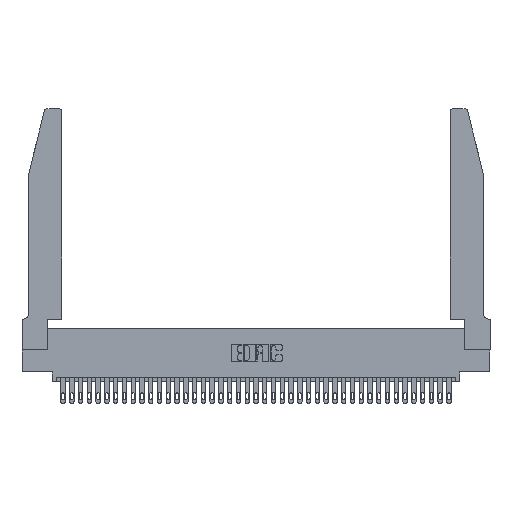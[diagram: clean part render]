
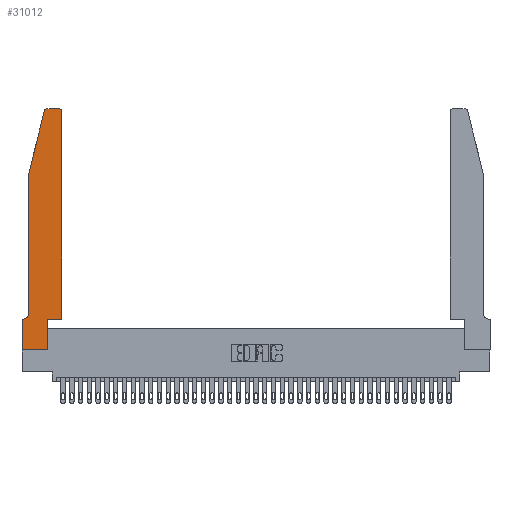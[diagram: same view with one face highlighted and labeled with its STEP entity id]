
A CAD part, top view. The second image highlights one B-rep face of the part: STEP entity #31012.
In plain terms, the highlighted planar face has unit normal (0, 0, 1).
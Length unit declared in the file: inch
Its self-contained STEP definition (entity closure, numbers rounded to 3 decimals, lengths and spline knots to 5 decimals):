
#15 = CARTESIAN_POINT ( 'NONE',  ( 0.4205, 2.72, 0.37 ) ) ;
#353 = CARTESIAN_POINT ( 'NONE',  ( 0.0055, 0.35, 0.37 ) ) ;
#378 = DIRECTION ( 'NONE',  ( 1., 0., 0. ) ) ;
#658 = EDGE_CURVE ( 'NONE', #20710, #33214, #33131, .T. ) ;
#1436 = VECTOR ( 'NONE', #23199, 39.37008 ) ;
#1909 = DIRECTION ( 'NONE',  ( 0., 0., 1. ) ) ;
#3382 = DIRECTION ( 'NONE',  ( 1., 0., 0. ) ) ;
#3804 = CIRCLE ( 'NONE', #38401, 0.03 ) ;
#4064 = CIRCLE ( 'NONE', #31940, 0.07 ) ;
#4066 = VERTEX_POINT ( 'NONE', #15157 ) ;
#4324 = VERTEX_POINT ( 'NONE', #27935 ) ;
#4407 = CIRCLE ( 'NONE', #19130, 0.03 ) ;
#4491 = VECTOR ( 'NONE', #30290, 39.37008 ) ;
#5589 = ORIENTED_EDGE ( 'NONE', *, *, #7305, .T. ) ;
#6141 = CARTESIAN_POINT ( 'NONE',  ( 0.4505, 0.35, 0.37 ) ) ;
#6317 = DIRECTION ( 'NONE',  ( 1., 0., 0. ) ) ;
#6754 = VERTEX_POINT ( 'NONE', #22571 ) ;
#7305 = EDGE_CURVE ( 'NONE', #6754, #17994, #14777, .T. ) ;
#8109 = CARTESIAN_POINT ( 'NONE',  ( 0.2865, 0.35, 0.37 ) ) ;
#8775 = CARTESIAN_POINT ( 'NONE',  ( 0.0755, 0.42, 0.37 ) ) ;
#8960 = ORIENTED_EDGE ( 'NONE', *, *, #10421, .T. ) ;
#9160 = ORIENTED_EDGE ( 'NONE', *, *, #26088, .T. ) ;
#9163 = EDGE_CURVE ( 'NONE', #4066, #20710, #18567, .T. ) ;
#9189 = DIRECTION ( 'NONE',  ( 1., 0., 0. ) ) ;
#9229 = CARTESIAN_POINT ( 'NONE',  ( 0.4505, 0.35, 0.37 ) ) ;
#9494 = FACE_OUTER_BOUND ( 'NONE', #33929, .T. ) ;
#9699 = ORIENTED_EDGE ( 'NONE', *, *, #17968, .T. ) ;
#9941 = VERTEX_POINT ( 'NONE', #22534 ) ;
#10016 = ORIENTED_EDGE ( 'NONE', *, *, #27234, .T. ) ;
#10191 = VERTEX_POINT ( 'NONE', #35828 ) ;
#10421 = EDGE_CURVE ( 'NONE', #10191, #29601, #14271, .T. ) ;
#11139 = VECTOR ( 'NONE', #28913, 39.37008 ) ;
#11999 = CARTESIAN_POINT ( 'NONE',  ( 0.0055, 0.42, 0.37 ) ) ;
#12231 = DIRECTION ( 'NONE',  ( 0., 0., 1. ) ) ;
#12346 = VECTOR ( 'NONE', #14503, 39.37008 ) ;
#13101 = DIRECTION ( 'NONE',  ( 0., -1., 0. ) ) ;
#14271 = LINE ( 'NONE', #19716, #20544 ) ;
#14503 = DIRECTION ( 'NONE',  ( -1., 0., 0. ) ) ;
#14520 = ORIENTED_EDGE ( 'NONE', *, *, #25055, .T. ) ;
#14777 = LINE ( 'NONE', #23544, #12346 ) ;
#14791 = AXIS2_PLACEMENT_3D ( 'NONE', #23640, #1909, #20679 ) ;
#15157 = CARTESIAN_POINT ( 'NONE',  ( 0.2865, 0., 0.37 ) ) ;
#16025 = ORIENTED_EDGE ( 'NONE', *, *, #658, .T. ) ;
#17413 = CARTESIAN_POINT ( 'NONE',  ( 0.4505, 2.72, 0.37 ) ) ;
#17773 = CARTESIAN_POINT ( 'NONE',  ( 0., 0., 0.37 ) ) ;
#17968 = EDGE_CURVE ( 'NONE', #17994, #32718, #4407, .T. ) ;
#17994 = VERTEX_POINT ( 'NONE', #33877 ) ;
#18248 = LINE ( 'NONE', #28155, #35558 ) ;
#18294 = EDGE_CURVE ( 'NONE', #33214, #25498, #25560, .T. ) ;
#18567 = LINE ( 'NONE', #26290, #32957 ) ;
#19130 = AXIS2_PLACEMENT_3D ( 'NONE', #27412, #12231, #3382 ) ;
#19716 = CARTESIAN_POINT ( 'NONE',  ( 0.0755, 2., 0.37 ) ) ;
#20086 = EDGE_CURVE ( 'NONE', #32718, #10191, #21117, .T. ) ;
#20220 = EDGE_CURVE ( 'NONE', #34089, #9941, #27995, .T. ) ;
#20544 = VECTOR ( 'NONE', #13101, 39.37008 ) ;
#20679 = DIRECTION ( 'NONE',  ( 1., 0., 0. ) ) ;
#20710 = VERTEX_POINT ( 'NONE', #8109 ) ;
#21117 = LINE ( 'NONE', #22935, #1436 ) ;
#21565 = CARTESIAN_POINT ( 'NONE',  ( 0.0755, 0.35, 0.37 ) ) ;
#21597 = VECTOR ( 'NONE', #39223, 39.37008 ) ;
#22495 = CARTESIAN_POINT ( 'NONE',  ( 0.4505, 0.35, 0.37 ) ) ;
#22534 = CARTESIAN_POINT ( 'NONE',  ( 0., 0.35, 0.37 ) ) ;
#22571 = CARTESIAN_POINT ( 'NONE',  ( 0.4205, 2.75, 0.37 ) ) ;
#22935 = CARTESIAN_POINT ( 'NONE',  ( 0.0755, 2., 0.37 ) ) ;
#23199 = DIRECTION ( 'NONE',  ( -0.239, -0.971, 0. ) ) ;
#23337 = ORIENTED_EDGE ( 'NONE', *, *, #20086, .T. ) ;
#23544 = CARTESIAN_POINT ( 'NONE',  ( 0.2605, 2.75, 0.37 ) ) ;
#23640 = CARTESIAN_POINT ( 'NONE',  ( 0., 0.35, 0.37 ) ) ;
#23719 = ORIENTED_EDGE ( 'NONE', *, *, #20220, .T. ) ;
#25055 = EDGE_CURVE ( 'NONE', #4324, #4066, #18248, .T. ) ;
#25498 = VERTEX_POINT ( 'NONE', #17413 ) ;
#25560 = LINE ( 'NONE', #22495, #11139 ) ;
#25694 = ORIENTED_EDGE ( 'NONE', *, *, #18294, .T. ) ;
#26088 = EDGE_CURVE ( 'NONE', #9941, #4324, #32161, .T. ) ;
#26290 = CARTESIAN_POINT ( 'NONE',  ( 0.2865, 0.35, 0.37 ) ) ;
#27234 = EDGE_CURVE ( 'NONE', #29601, #34089, #4064, .T. ) ;
#27412 = CARTESIAN_POINT ( 'NONE',  ( 0.284, 2.72, 0.37 ) ) ;
#27818 = VECTOR ( 'NONE', #9189, 39.37008 ) ;
#27935 = CARTESIAN_POINT ( 'NONE',  ( 0., 0., 0.37 ) ) ;
#27995 = LINE ( 'NONE', #21565, #4491 ) ;
#28155 = CARTESIAN_POINT ( 'NONE',  ( 0., 0., 0.37 ) ) ;
#28913 = DIRECTION ( 'NONE',  ( 0., 1., 0. ) ) ;
#29601 = VERTEX_POINT ( 'NONE', #8775 ) ;
#29675 = PLANE ( 'NONE',  #14791 ) ;
#30290 = DIRECTION ( 'NONE',  ( -1., 0., 0. ) ) ;
#31012 = ADVANCED_FACE ( 'NONE', ( #9494 ), #29675, .T. ) ;
#31940 = AXIS2_PLACEMENT_3D ( 'NONE', #11999, #33526, #39699 ) ;
#32161 = LINE ( 'NONE', #17773, #21597 ) ;
#32212 = DIRECTION ( 'NONE',  ( 0., 1., 0. ) ) ;
#32718 = VERTEX_POINT ( 'NONE', #37467 ) ;
#32957 = VECTOR ( 'NONE', #32212, 39.37008 ) ;
#33131 = LINE ( 'NONE', #6141, #27818 ) ;
#33214 = VERTEX_POINT ( 'NONE', #9229 ) ;
#33526 = DIRECTION ( 'NONE',  ( 0., 0., -1. ) ) ;
#33877 = CARTESIAN_POINT ( 'NONE',  ( 0.284, 2.75, 0.37 ) ) ;
#33929 = EDGE_LOOP ( 'NONE', ( #5589, #9699, #23337, #8960, #10016, #23719, #9160, #14520, #36608, #16025, #25694, #39332 ) ) ;
#34089 = VERTEX_POINT ( 'NONE', #353 ) ;
#35558 = VECTOR ( 'NONE', #6317, 39.37008 ) ;
#35828 = CARTESIAN_POINT ( 'NONE',  ( 0.0755, 2., 0.37 ) ) ;
#36608 = ORIENTED_EDGE ( 'NONE', *, *, #9163, .T. ) ;
#36911 = DIRECTION ( 'NONE',  ( 0., 0., 1. ) ) ;
#37467 = CARTESIAN_POINT ( 'NONE',  ( 0.25487, 2.72718, 0.37 ) ) ;
#37825 = EDGE_CURVE ( 'NONE', #25498, #6754, #3804, .T. ) ;
#38401 = AXIS2_PLACEMENT_3D ( 'NONE', #15, #36911, #378 ) ;
#39223 = DIRECTION ( 'NONE',  ( 0., -1., 0. ) ) ;
#39332 = ORIENTED_EDGE ( 'NONE', *, *, #37825, .T. ) ;
#39699 = DIRECTION ( 'NONE',  ( -1., 0., 0. ) ) ;
